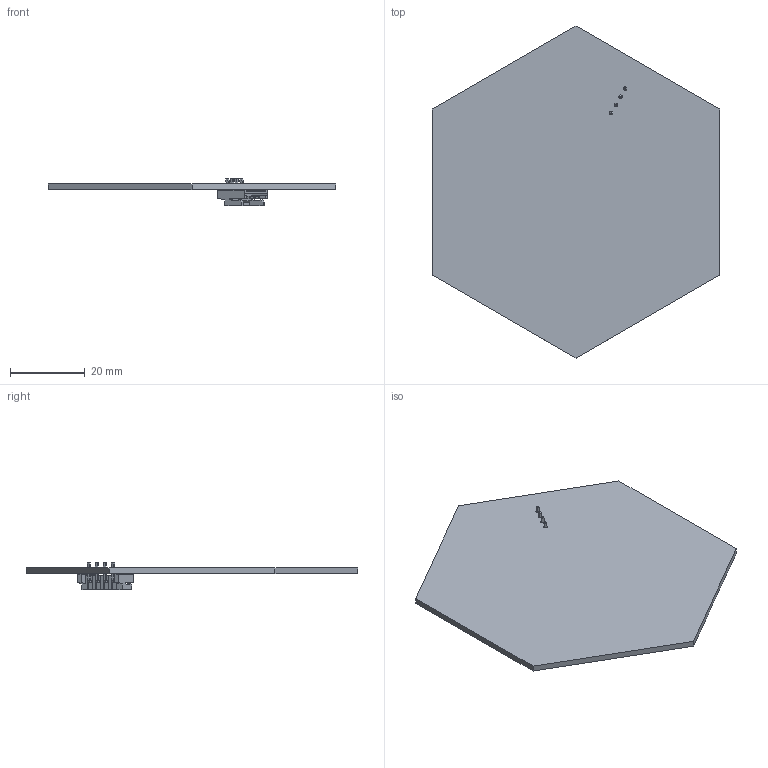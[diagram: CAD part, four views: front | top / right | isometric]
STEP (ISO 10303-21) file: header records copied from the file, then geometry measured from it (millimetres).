
FILE_DESCRIPTION(('KiCad electronic assembly'),'2;1');
FILE_NAME('hex-board.step','2024-11-05T15:18:13',('Pcbnew'),('Kicad'), 'Open CASCADE STEP processor 7.8','KiCad to STEP converter','Unknown' );
FILE_SCHEMA(('AUTOMOTIVE_DESIGN { 1 0 10303 214 1 1 1 1 }'));
Length unit declared in the file: millimetre
Products named in the file (4): hex-board 1; JST_EH_S4B-EH_1x04_P2.50mm_Horizontal; JST_S4B_EH; hex-board_PCB
Assembly tree (3 placements, depth 3):
  hex-board 1
    JST_EH_S4B-EH_1x04_P2.50mm_Horizontal
      JST_S4B_EH
    hex-board_PCB
Bounding box: 77.08 x 89 x 7.4 mm (x, y, z)
Volume: 8362.8 mm3; surface area: 11199.9 mm2
Topology: 2 solids, 2 shells, 162 faces, 426 edges, 276 vertices
Faces by surface type: plane 150, cylinder 12
Full cylindrical faces by diameter (mm): 0.95 x4
Entity records: 6022 total; most frequent: CARTESIAN_POINT 868, ORIENTED_EDGE 852, DIRECTION 782, EDGE_CURVE 426, LINE 402, VECTOR 402, VERTEX_POINT 276, AXIS2_PLACEMENT_3D 190
